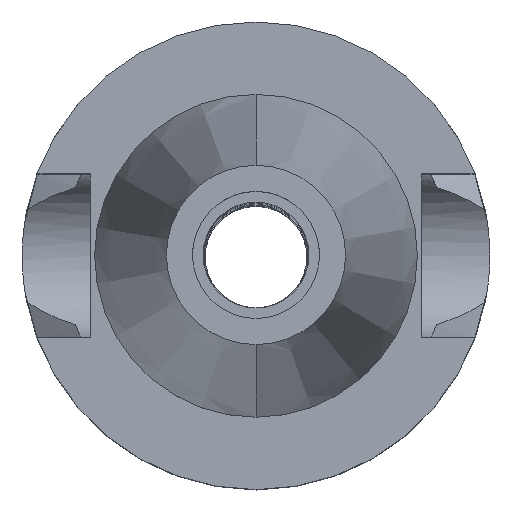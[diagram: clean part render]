
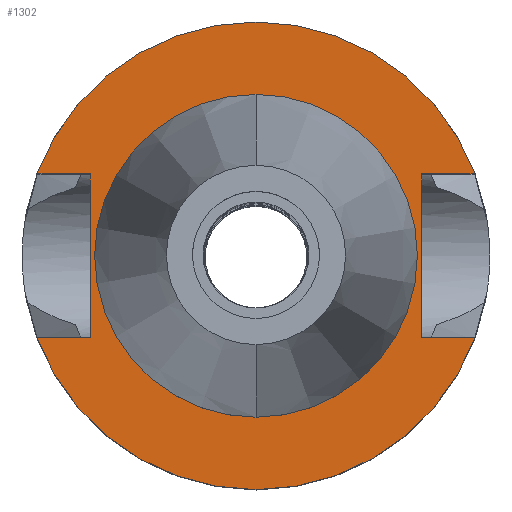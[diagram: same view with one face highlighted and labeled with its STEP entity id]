
A CAD part, top view. The second image highlights one B-rep face of the part: STEP entity #1302.
In plain terms, the highlighted planar face has unit normal (0, 0, 1).
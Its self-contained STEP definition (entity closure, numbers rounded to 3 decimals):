
#121=DIRECTION('',(0.,1.,0.));
#122=VECTOR('',#121,16.1);
#123=CARTESIAN_POINT('',(-16.3,-8.05,-1.));
#124=LINE('',#123,#122);
#128=DIRECTION('',(-1.,0.,0.));
#129=VECTOR('',#128,5.245);
#130=CARTESIAN_POINT('',(-16.3,8.05,-1.));
#131=LINE('',#130,#129);
#135=CARTESIAN_POINT('',(0.,0.,-1.));
#136=DIRECTION('',(0.,0.,-1.));
#137=DIRECTION('',(-0.937,0.35,0.));
#138=AXIS2_PLACEMENT_3D('',#135,#136,#137);
#143=CARTESIAN_POINT('',(0.,0.,-1.));
#144=DIRECTION('',(0.,0.,-1.));
#145=DIRECTION('',(0.,1.,0.));
#146=AXIS2_PLACEMENT_3D('',#143,#144,#145);
#151=DIRECTION('',(0.,-1.,0.));
#152=VECTOR('',#151,16.1);
#153=CARTESIAN_POINT('',(16.3,8.05,-1.));
#154=LINE('',#153,#152);
#158=DIRECTION('',(1.,0.,0.));
#159=VECTOR('',#158,5.245);
#160=CARTESIAN_POINT('',(16.3,-8.05,-1.));
#161=LINE('',#160,#159);
#165=CARTESIAN_POINT('',(0.,0.,-1.));
#166=DIRECTION('',(0.,0.,-1.));
#167=DIRECTION('',(0.937,-0.35,0.));
#168=AXIS2_PLACEMENT_3D('',#165,#166,#167);
#173=CARTESIAN_POINT('',(0.,0.,-1.));
#174=DIRECTION('',(0.,0.,-1.));
#175=DIRECTION('',(0.,-1.,0.));
#176=AXIS2_PLACEMENT_3D('',#173,#174,#175);
#181=CARTESIAN_POINT('',(0.,0.,-1.));
#182=DIRECTION('',(0.,0.,1.));
#183=DIRECTION('',(0.,-1.,0.));
#184=AXIS2_PLACEMENT_3D('',#181,#182,#183);
#189=CARTESIAN_POINT('',(0.,0.,-1.));
#190=DIRECTION('',(0.,0.,1.));
#191=DIRECTION('',(0.,1.,0.));
#192=AXIS2_PLACEMENT_3D('',#189,#190,#191);
#237=DIRECTION('',(-1.,0.,0.));
#238=VECTOR('',#237,5.245);
#239=CARTESIAN_POINT('',(-16.3,-8.05,-1.));
#240=LINE('',#239,#238);
#360=DIRECTION('',(1.,0.,0.));
#361=VECTOR('',#360,5.245);
#362=CARTESIAN_POINT('',(16.3,8.05,-1.));
#363=LINE('',#362,#361);
#1169=CARTESIAN_POINT('',(-16.3,-8.05,-1.));
#1170=VERTEX_POINT('',#1169);
#1171=CARTESIAN_POINT('',(-21.545,-8.05,-1.));
#1172=VERTEX_POINT('',#1171);
#1173=CARTESIAN_POINT('',(-16.3,8.05,-1.));
#1174=VERTEX_POINT('',#1173);
#1175=CARTESIAN_POINT('',(-21.545,8.05,-1.));
#1176=VERTEX_POINT('',#1175);
#1177=CARTESIAN_POINT('',(0.,23.,-1.));
#1178=CARTESIAN_POINT('',(21.545,8.05,-1.));
#1179=VERTEX_POINT('',#1177);
#1180=VERTEX_POINT('',#1178);
#1181=CARTESIAN_POINT('',(16.3,8.05,-1.));
#1182=VERTEX_POINT('',#1181);
#1183=CARTESIAN_POINT('',(16.3,-8.05,-1.));
#1184=VERTEX_POINT('',#1183);
#1185=CARTESIAN_POINT('',(21.545,-8.05,-1.));
#1186=VERTEX_POINT('',#1185);
#1187=CARTESIAN_POINT('',(0.,-23.,-1.));
#1188=VERTEX_POINT('',#1187);
#1189=CARTESIAN_POINT('',(0.,-15.875,-1.));
#1190=CARTESIAN_POINT('',(0.,15.875,-1.));
#1191=VERTEX_POINT('',#1189);
#1192=VERTEX_POINT('',#1190);
#1271=CARTESIAN_POINT('',(0.,0.,-1.));
#1272=DIRECTION('',(0.,0.,-1.));
#1273=DIRECTION('',(0.,-1.,0.));
#1274=AXIS2_PLACEMENT_3D('',#1271,#1272,#1273);
#1275=PLANE('',#1274);
#1277=ORIENTED_EDGE('',*,*,#1276,.T.);
#1279=ORIENTED_EDGE('',*,*,#1278,.T.);
#1281=ORIENTED_EDGE('',*,*,#1280,.T.);
#1283=ORIENTED_EDGE('',*,*,#1282,.T.);
#1285=ORIENTED_EDGE('',*,*,#1284,.F.);
#1287=ORIENTED_EDGE('',*,*,#1286,.T.);
#1289=ORIENTED_EDGE('',*,*,#1288,.T.);
#1291=ORIENTED_EDGE('',*,*,#1290,.T.);
#1293=ORIENTED_EDGE('',*,*,#1292,.T.);
#1295=ORIENTED_EDGE('',*,*,#1294,.F.);
#1296=EDGE_LOOP('',(#1277,#1279,#1281,#1283,#1285,#1287,#1289,#1291,#1293,
#1295));
#1297=FACE_OUTER_BOUND('',#1296,.F.);
#1298=ORIENTED_EDGE('',*,*,#1250,.T.);
#1299=ORIENTED_EDGE('',*,*,#1266,.T.);
#1300=EDGE_LOOP('',(#1298,#1299));
#1301=FACE_BOUND('',#1300,.F.);
#139=CIRCLE('',#138,23.);
#147=CIRCLE('',#146,23.);
#169=CIRCLE('',#168,23.);
#177=CIRCLE('',#176,23.);
#185=CIRCLE('',#184,15.875);
#193=CIRCLE('',#192,15.875);
#1250=EDGE_CURVE('',#1191,#1192,#185,.T.);
#1266=EDGE_CURVE('',#1192,#1191,#193,.T.);
#1276=EDGE_CURVE('',#1170,#1174,#124,.T.);
#1278=EDGE_CURVE('',#1174,#1176,#131,.T.);
#1280=EDGE_CURVE('',#1176,#1179,#139,.T.);
#1282=EDGE_CURVE('',#1179,#1180,#147,.T.);
#1284=EDGE_CURVE('',#1182,#1180,#363,.T.);
#1286=EDGE_CURVE('',#1182,#1184,#154,.T.);
#1288=EDGE_CURVE('',#1184,#1186,#161,.T.);
#1290=EDGE_CURVE('',#1186,#1188,#169,.T.);
#1292=EDGE_CURVE('',#1188,#1172,#177,.T.);
#1294=EDGE_CURVE('',#1170,#1172,#240,.T.);
#1302=ADVANCED_FACE('',(#1297,#1301),#1275,.F.);
